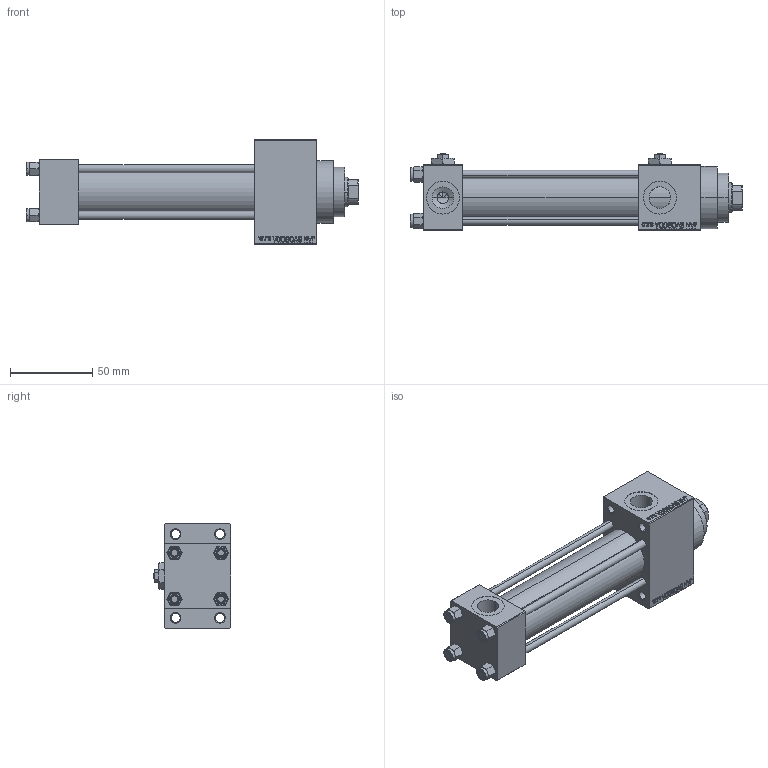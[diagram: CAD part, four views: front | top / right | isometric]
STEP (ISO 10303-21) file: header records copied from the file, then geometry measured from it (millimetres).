
FILE_DESCRIPTION (( 'STEP AP203' ), '1' );
FILE_NAME ('93ad.STEP', '2022-04-16T08:45:18', ( '' ), ( '' ), 'SwSTEP 2.0', 'SolidWorks 2019', '' );
FILE_SCHEMA (( 'CONFIG_CONTROL_DESIGN' ));
Length unit declared in the file: millimetre
Products named in the file (7): Zatka_pro_OIL_PORT 420fc6d3e74c804b80176af51c574a4c; V215_VC_A 420fc6d3e74c804b80176af51c574a4c; NUT_M5_D 420fc6d3e74c804b80176af51c574a4c; V215CR_D_Body 420fc6d3e74c804b80176af51c574a4c; V215CR_VCP_D 420fc6d3e74c804b80176af51c574a4c; 93ad; V215CR_D_TYCINKA 420fc6d3e74c804b80176af51c574a4c
Assembly tree (13 placements, depth 2):
  93ad
    V215CR_D_Body 420fc6d3e74c804b80176af51c574a4c
    V215CR_VCP_D 420fc6d3e74c804b80176af51c574a4c
    NUT_M5_D 420fc6d3e74c804b80176af51c574a4c  x4
    V215CR_D_TYCINKA 420fc6d3e74c804b80176af51c574a4c  x4
    V215_VC_A 420fc6d3e74c804b80176af51c574a4c
    Zatka_pro_OIL_PORT 420fc6d3e74c804b80176af51c574a4c  x2
Bounding box: 202 x 47 x 64 mm (x, y, z)
Volume: 213912.2 mm3; surface area: 83994.3 mm2
Topology: 13 solids, 13 shells, 1200 faces, 2971 edges, 1912 vertices
Faces by surface type: plane 541, bspline 368, cone 186, cylinder 97, torus 8
Entity records: 49078 total; most frequent: CARTESIAN_POINT 25640, ORIENTED_EDGE 5242, DIRECTION 3419, EDGE_CURVE 2621, VERTEX_POINT 1710, LINE 1549, VECTOR 1549, EDGE_LOOP 1175
